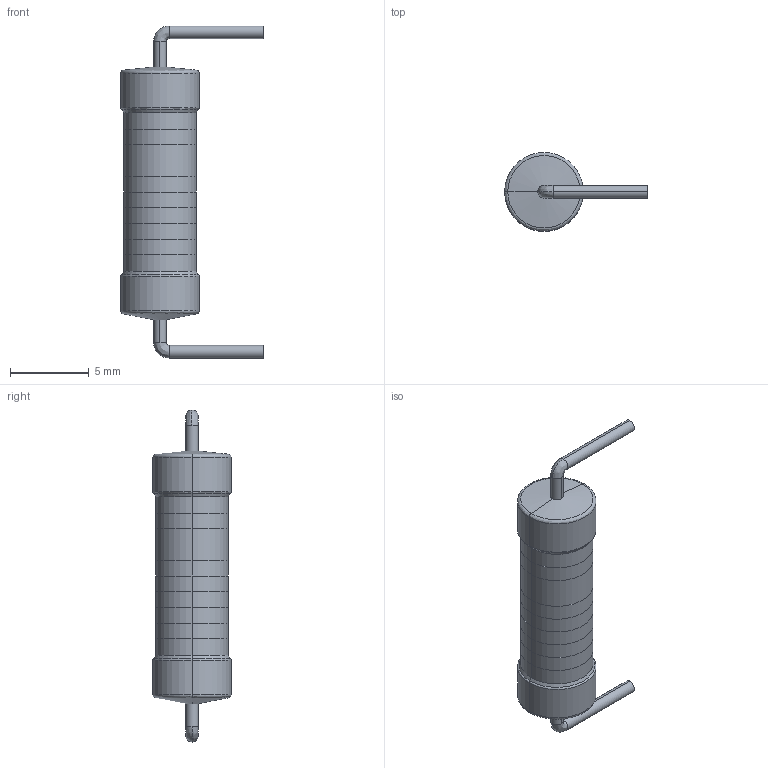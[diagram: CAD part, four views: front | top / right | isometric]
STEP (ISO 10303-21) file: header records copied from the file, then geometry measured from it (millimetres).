
FILE_DESCRIPTION (( 'STEP AP214' ), '1' );
FILE_NAME ('User Library-FMP300-Jx-73-10R.STEP', '2017-04-04T08:10:43', ( 'Windows User' ), ( '' ), 'SwSTEP 2.0', 'SolidWorks 2017', '' );
FILE_SCHEMA (( 'AUTOMOTIVE_DESIGN' ));
Length unit declared in the file: millimetre
Products named in the file (7): User Library-FMP300-Jx-73-10R_Core; User Library-FMP300-Jx-73-10R_Band4; User Library-FMP300-Jx-73-10R_Band3; User Library-FMP300-Jx-73-10R_Band2; User Library-FMP300-Jx-73-10R_Leads; User Library-FMP300-Jx-73-10R_Band1; User Library-FMP300-Jx-73-10R
Assembly tree (6 placements, depth 2):
  User Library-FMP300-Jx-73-10R
    User Library-FMP300-Jx-73-10R_Band1
    User Library-FMP300-Jx-73-10R_Leads
    User Library-FMP300-Jx-73-10R_Band2
    User Library-FMP300-Jx-73-10R_Band3
    User Library-FMP300-Jx-73-10R_Band4
    User Library-FMP300-Jx-73-10R_Core
Bounding box: 9.08 x 5 x 21.12 mm (x, y, z)
Volume: 360.1 mm3; surface area: 545.8 mm2
Topology: 6 solids, 6 shells, 52 faces, 96 edges, 56 vertices
Faces by surface type: cylinder 20, plane 12, bspline 12, cone 8
Entity records: 2286 total; most frequent: CARTESIAN_POINT 393, DIRECTION 262, ORIENTED_EDGE 192, AXIS2_PLACEMENT_3D 117, EDGE_CURVE 96, UNCERTAINTY_MEASURE_WITH_UNIT 71, CIRCLE 68, SURFACE_STYLE_USAGE 64
